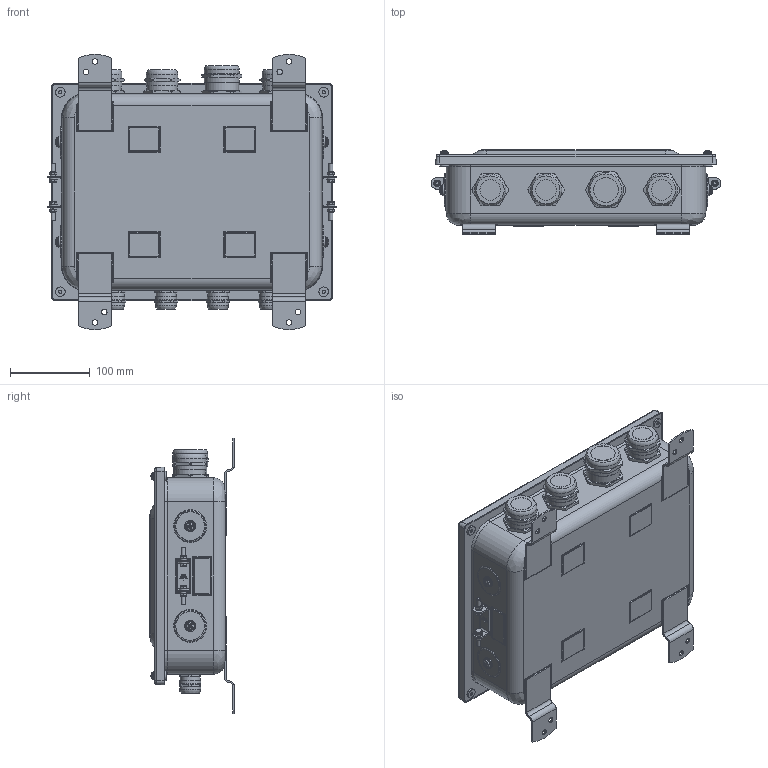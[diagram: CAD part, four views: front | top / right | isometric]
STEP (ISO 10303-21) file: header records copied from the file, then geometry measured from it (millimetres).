
FILE_DESCRIPTION(/* description */ ('','CAx-IF Rec.Pracs.---Representation and Presentation of Product Manufacturing Information (PMI)---4.0---2014-10-13'),/* implementation_level */ '2;1');
FILE_NAME(/* name */ 'ЗЭТАРУС КС-40 (zeta30352).stp',/* time_stamp */ '2022-08-24T16:21:35+07:00',/* author */ ('zeta-09'),/* organization */ (''),/* preprocessor_version */ 'ST-DEVELOPER v18.1',/* originating_system */ 'Autodesk Inventor 2021',/* authorisation */ '');
FILE_SCHEMA (('AP242_MANAGED_MODEL_BASED_3D_ENGINEERING_MIM_LF { 1 0 10303 442 1 1 4 }'));
Length unit declared in the file: millimetre
Products named in the file (1): Деталь1
Bounding box: 363 x 105.5 x 344.62 mm (x, y, z)
Volume: 7579011.7 mm3; surface area: 447009.1 mm2
Topology: 1 solids, 19 shells, 1135 faces, 2753 edges, 1741 vertices
Faces by surface type: plane 511, cylinder 288, cone 212, torus 84, bspline 32, sphere 8
Full cylindrical faces by diameter (mm): 4.134 x4, 4.567 x4, 5 x8, 5.3 x4, 5.5 x4, 6.7 x4, 7 x8, 10 x8, 12 x4, 14 x4, 16.8 x2, 25 x4, 25.9 x3, 26.5 x8, 31 x1, 36 x4, 38 x3, 39.3 x6, 42 x1, 44 x2
Entity records: 35738 total; most frequent: CARTESIAN_POINT 8771, ORIENTED_EDGE 5457, DIRECTION 5372, EDGE_CURVE 2741, AXIS2_PLACEMENT_3D 2138, VERTEX_POINT 1741, EDGE_LOOP 1274, FACE_OUTER_BOUND 1135
